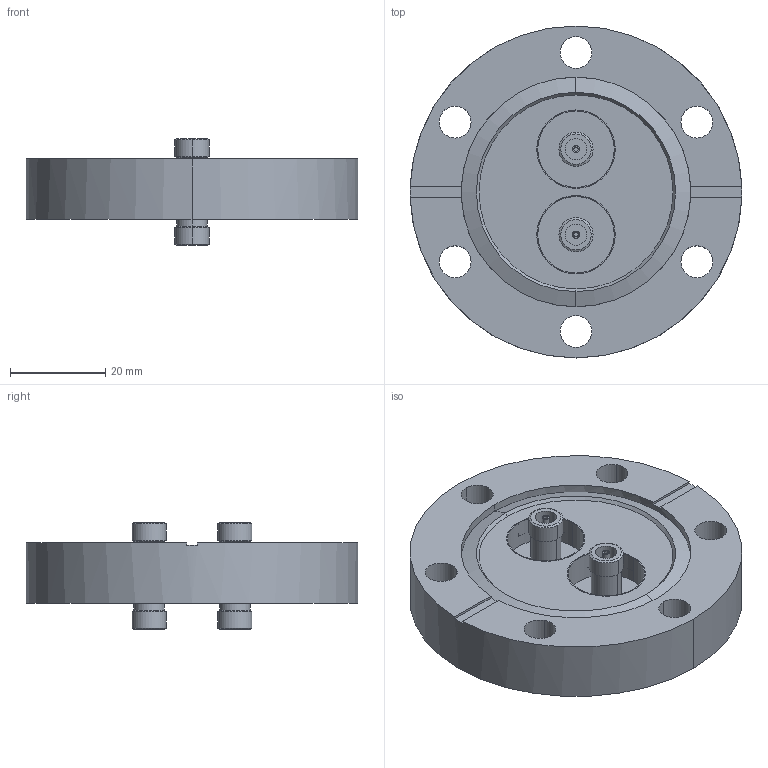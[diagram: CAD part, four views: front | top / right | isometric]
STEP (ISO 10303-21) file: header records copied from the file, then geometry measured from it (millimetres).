
FILE_DESCRIPTION(('STEP AP214'),'1');
FILE_NAME('tmp0.STP',' ',(' '),(' '),'XStep 1.0',' ',' ');
FILE_SCHEMA(('automotive_design'));
Length unit declared in the file: millimetre
Bounding box: 69.8 x 69.8 x 22.5 mm (x, y, z)
Volume: 40047.6 mm3; surface area: 15666.7 mm2
Topology: 3 solids, 3 shells, 143 faces, 311 edges, 197 vertices
Faces by surface type: cylinder 80, plane 39, cone 20, torus 4
Entity records: 5212 total; most frequent: DIRECTION 792, CARTESIAN_POINT 654, ORIENTED_EDGE 622, AXIS2_PLACEMENT_3D 335, EDGE_CURVE 311, VERTEX_POINT 197, CIRCLE 189, EDGE_LOOP 182
